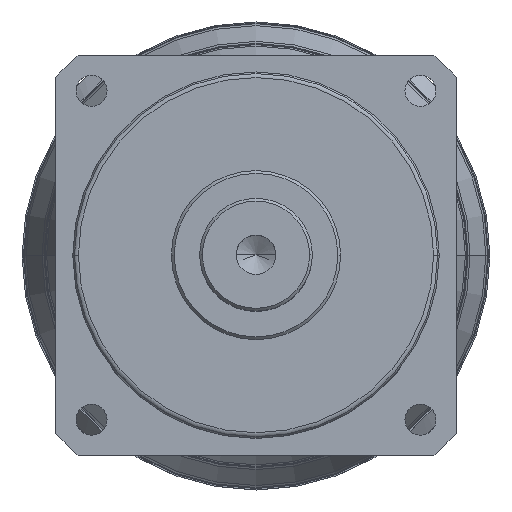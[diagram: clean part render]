
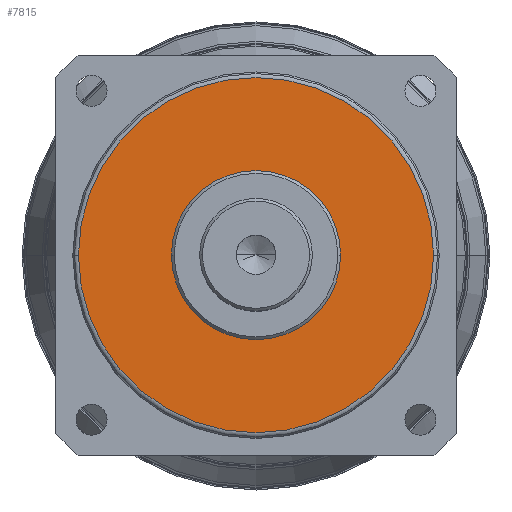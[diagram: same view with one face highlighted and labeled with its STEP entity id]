
A CAD part, top view. The second image highlights one B-rep face of the part: STEP entity #7815.
In plain terms, the highlighted planar face has unit normal (0, 0, 1).
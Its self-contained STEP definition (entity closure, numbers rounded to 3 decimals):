
#2648=CARTESIAN_POINT('',(0.,0.,167.));
#2649=DIRECTION('',(0.,0.,1.));
#2650=DIRECTION('',(1.,0.,0.));
#2651=AXIS2_PLACEMENT_3D('',#2648,#2649,#2650);
#2653=CARTESIAN_POINT('',(0.,0.,167.));
#2654=DIRECTION('',(0.,0.,1.));
#2655=DIRECTION('',(-1.,0.,0.));
#2656=AXIS2_PLACEMENT_3D('',#2653,#2654,#2655);
#2658=CARTESIAN_POINT('',(0.,0.,167.));
#2659=DIRECTION('',(0.,0.,-1.));
#2660=DIRECTION('',(1.,0.,0.));
#2661=AXIS2_PLACEMENT_3D('',#2658,#2659,#2660);
#2663=CARTESIAN_POINT('',(0.,0.,167.));
#2664=DIRECTION('',(0.,0.,-1.));
#2665=DIRECTION('',(-1.,0.,0.));
#2666=AXIS2_PLACEMENT_3D('',#2663,#2664,#2665);
#3723=CARTESIAN_POINT('',(-63.,0.,167.));
#3724=VERTEX_POINT('',#3723);
#3725=CARTESIAN_POINT('',(63.,0.,167.));
#3726=VERTEX_POINT('',#3725);
#4057=CARTESIAN_POINT('',(-30.,0.,167.));
#4059=VERTEX_POINT('',#4057);
#4061=CARTESIAN_POINT('',(30.,0.,167.));
#4063=VERTEX_POINT('',#4061);
#7799=CARTESIAN_POINT('',(0.,0.,167.));
#7800=DIRECTION('',(0.,0.,1.));
#7801=DIRECTION('',(1.,0.,0.));
#7802=AXIS2_PLACEMENT_3D('',#7799,#7800,#7801);
#7803=PLANE('',#7802);
#7804=ORIENTED_EDGE('',*,*,#7789,.F.);
#7806=ORIENTED_EDGE('',*,*,#7805,.F.);
#7807=EDGE_LOOP('',(#7804,#7806));
#7808=FACE_OUTER_BOUND('',#7807,.F.);
#7810=ORIENTED_EDGE('',*,*,#7809,.F.);
#7812=ORIENTED_EDGE('',*,*,#7811,.F.);
#7813=EDGE_LOOP('',(#7810,#7812));
#7814=FACE_BOUND('',#7813,.F.);
#7815=ADVANCED_FACE('',(#7808,#7814),#7803,.T.);
#2652=CIRCLE('',#2651,63.);
#2657=CIRCLE('',#2656,63.);
#2662=CIRCLE('',#2661,30.);
#2667=CIRCLE('',#2666,30.);
#7789=EDGE_CURVE('',#3726,#3724,#2652,.T.);
#7805=EDGE_CURVE('',#3724,#3726,#2657,.T.);
#7809=EDGE_CURVE('',#4063,#4059,#2662,.T.);
#7811=EDGE_CURVE('',#4059,#4063,#2667,.T.);
